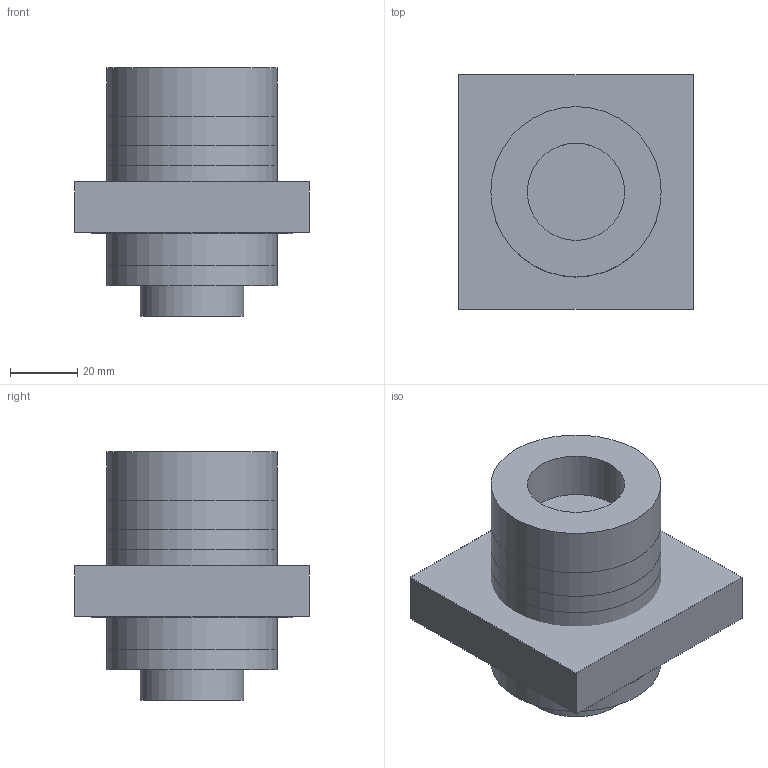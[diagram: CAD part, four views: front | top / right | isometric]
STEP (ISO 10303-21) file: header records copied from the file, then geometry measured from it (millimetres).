
FILE_DESCRIPTION(('FreeCAD Model'),'2;1');
FILE_NAME('Open CASCADE Shape Model','2025-03-14T23:01:14',(''),(''), 'Open CASCADE STEP processor 7.8','FreeCAD','Unknown');
FILE_SCHEMA(('AUTOMOTIVE_DESIGN { 1 0 10303 214 1 1 1 1 }'));
Length unit declared in the file: millimetre
Products named in the file (12): thermistor_ring_mold_tall_inverse_short_bottom; difference004; cylinder001; cylinder; cylinder004; difference002; difference003; cube; cylinder002; difference; difference001; cylinder003
Assembly tree (11 placements, depth 2):
  thermistor_ring_mold_tall_inverse_short_bottom
    difference004
    cylinder001
    cylinder
    cylinder004
    difference002
    difference003
    cube
    cylinder002
    difference
    difference001
    cylinder003
Bounding box: 70 x 70 x 74 mm (x, y, z)
Surface area: 114916.6 mm2
Topology: 11 solids, 11 shells, 59 faces, 84 edges, 56 vertices
Faces by surface type: plane 39, cylinder 20
Full cylindrical faces by diameter (mm): 29 x4, 31 x5, 50.8 x7, 60 x4
Entity records: 1584 total; most frequent: DIRECTION 264, CARTESIAN_POINT 213, ORIENTED_EDGE 168, AXIS2_PLACEMENT_3D 111, EDGE_CURVE 84, FACE_BOUND 72, EDGE_LOOP 72, ADVANCED_FACE 59
